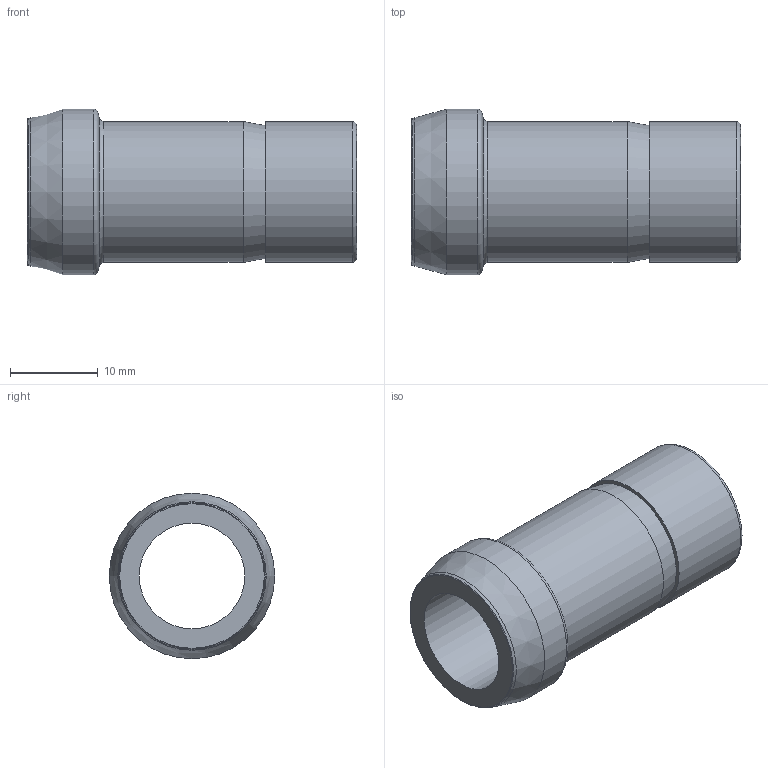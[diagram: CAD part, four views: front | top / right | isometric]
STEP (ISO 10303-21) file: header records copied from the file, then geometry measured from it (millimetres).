
FILE_DESCRIPTION(/* description */ (''),/* implementation_level */ '2;1');
FILE_NAME(/* name */ 'SPC-16M.stp',/* time_stamp */ '2022-03-11T11:28:56+09:00',/* author */ ('user'),/* organization */ (''),/* preprocessor_version */ 'ST-DEVELOPER v18.1',/* originating_system */ 'Autodesk Inventor 2022',/* authorisation */ '');
FILE_SCHEMA (('AUTOMOTIVE_DESIGN { 1 0 10303 214 3 1 1 }'));
Length unit declared in the file: millimetre
Products named in the file (1): SPC-16M
Bounding box: 37.4 x 18.8 x 18.8 mm (x, y, z)
Volume: 3756.6 mm3; surface area: 3601.2 mm2
Topology: 1 solids, 1 shells, 15 faces, 33 edges, 21 vertices
Faces by surface type: cylinder 4, torus 4, cone 4, plane 3
Full cylindrical faces by diameter (mm): 12 x1, 16 x2, 18.8 x1
Entity records: 473 total; most frequent: DIRECTION 90, CARTESIAN_POINT 70, ORIENTED_EDGE 66, AXIS2_PLACEMENT_3D 41, EDGE_CURVE 33, CIRCLE 25, VERTEX_POINT 21, EDGE_LOOP 18
